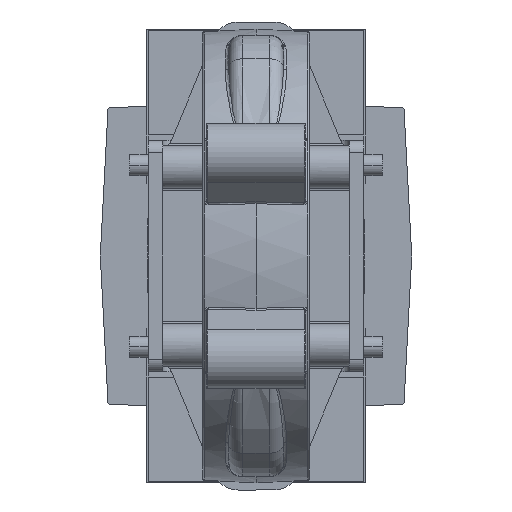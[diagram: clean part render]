
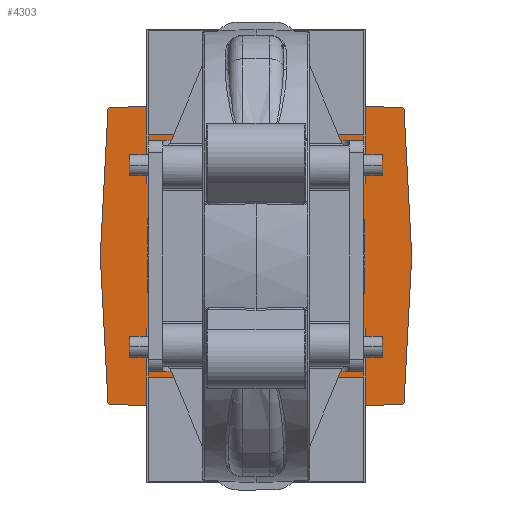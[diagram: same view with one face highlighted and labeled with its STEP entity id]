
A CAD part, front view. The second image highlights one B-rep face of the part: STEP entity #4303.
In plain terms, the highlighted face is planar.
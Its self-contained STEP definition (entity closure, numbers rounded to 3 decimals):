
#397 = VERTEX_POINT ( 'NONE', #9843 ) ;
#423 = VERTEX_POINT ( 'NONE', #9867 ) ;
#430 = EDGE_CURVE ( 'NONE', #397, #423, #9916, .T. ) ;
#4298 = ORIENTED_EDGE ( 'NONE', *, *, #430, .F. ) ;
#4300 = ORIENTED_EDGE ( 'NONE', *, *, #4386, .F. ) ;
#4301 = EDGE_LOOP ( 'NONE', ( #4384, #4379, #4376, #4353, #4352, #4420, #4427, #4399 ) ) ;
#4303 = ADVANCED_FACE ( 'NONE', ( #20875, #20874 ), #20873, .F. ) ;
#4352 = ORIENTED_EDGE ( 'NONE', *, *, #5060, .F. ) ;
#4353 = ORIENTED_EDGE ( 'NONE', *, *, #5070, .F. ) ;
#4376 = ORIENTED_EDGE ( 'NONE', *, *, #5048, .F. ) ;
#4379 = ORIENTED_EDGE ( 'NONE', *, *, #5207, .F. ) ;
#4384 = ORIENTED_EDGE ( 'NONE', *, *, #5012, .F. ) ;
#4385 = EDGE_LOOP ( 'NONE', ( #4300, #4298 ) ) ;
#4386 = EDGE_CURVE ( 'NONE', #423, #397, #21063, .T. ) ;
#4399 = ORIENTED_EDGE ( 'NONE', *, *, #5008, .F. ) ;
#4420 = ORIENTED_EDGE ( 'NONE', *, *, #5054, .F. ) ;
#4427 = ORIENTED_EDGE ( 'NONE', *, *, #5079, .F. ) ;
#5006 = VERTEX_POINT ( 'NONE', #23492 ) ;
#5008 = EDGE_CURVE ( 'NONE', #5019, #5078, #23491, .T. ) ;
#5012 = EDGE_CURVE ( 'NONE', #5016, #5019, #23544, .T. ) ;
#5016 = VERTEX_POINT ( 'NONE', #23536 ) ;
#5019 = VERTEX_POINT ( 'NONE', #23531 ) ;
#5048 = EDGE_CURVE ( 'NONE', #5065, #5049, #23612, .T. ) ;
#5049 = VERTEX_POINT ( 'NONE', #23608 ) ;
#5050 = VERTEX_POINT ( 'NONE', #23607 ) ;
#5054 = EDGE_CURVE ( 'NONE', #5006, #5062, #23606, .T. ) ;
#5060 = EDGE_CURVE ( 'NONE', #5062, #5050, #23588, .T. ) ;
#5062 = VERTEX_POINT ( 'NONE', #23584 ) ;
#5065 = VERTEX_POINT ( 'NONE', #23642 ) ;
#5070 = EDGE_CURVE ( 'NONE', #5050, #5065, #23637, .T. ) ;
#5078 = VERTEX_POINT ( 'NONE', #23623 ) ;
#5079 = EDGE_CURVE ( 'NONE', #5078, #5006, #23622, .T. ) ;
#5207 = EDGE_CURVE ( 'NONE', #5049, #5016, #23970, .T. ) ;
#9843 = CARTESIAN_POINT ( 'NONE',  ( 10.528, 0., 0. ) ) ;
#9867 = CARTESIAN_POINT ( 'NONE',  ( -10.528, 0., 0. ) ) ;
#9912 = DIRECTION ( 'NONE',  ( -1., 0., 0. ) ) ;
#9913 = DIRECTION ( 'NONE',  ( 0., 0., -1. ) ) ;
#9914 = CARTESIAN_POINT ( 'NONE',  ( 0., 0., 0. ) ) ;
#9915 = AXIS2_PLACEMENT_3D ( 'NONE', #9914, #9913, #9912 ) ;
#9916 = CIRCLE ( 'NONE', #9915, 10.528 ) ;
#20869 = DIRECTION ( 'NONE',  ( 1., 0., 0. ) ) ;
#20870 = DIRECTION ( 'NONE',  ( 0., 0., 1. ) ) ;
#20871 = CARTESIAN_POINT ( 'NONE',  ( 91.833, 82.687, 0. ) ) ;
#20872 = AXIS2_PLACEMENT_3D ( 'NONE', #20871, #20870, #20869 ) ;
#20873 = PLANE ( 'NONE',  #20872 ) ;
#20874 = FACE_OUTER_BOUND ( 'NONE', #4301, .T. ) ;
#20875 = FACE_BOUND ( 'NONE', #4385, .T. ) ;
#21058 = DIRECTION ( 'NONE',  ( -1., 0., 0. ) ) ;
#21059 = DIRECTION ( 'NONE',  ( 0., 0., -1. ) ) ;
#21060 = CARTESIAN_POINT ( 'NONE',  ( 0., 0., 0. ) ) ;
#21061 = AXIS2_PLACEMENT_3D ( 'NONE', #21060, #21059, #21058 ) ;
#21063 = CIRCLE ( 'NONE', #21061, 10.528 ) ;
#23491 = LINE ( 'NONE', #23553, #23552 ) ;
#23492 = CARTESIAN_POINT ( 'NONE',  ( -87.5, 0., 0. ) ) ;
#23531 = CARTESIAN_POINT ( 'NONE',  ( 0., 87.5, 0. ) ) ;
#23536 = CARTESIAN_POINT ( 'NONE',  ( 83.143, 83.143, 0. ) ) ;
#23541 = DIRECTION ( 'NONE',  ( -0.999, 0.052, 0. ) ) ;
#23542 = VECTOR ( 'NONE', #23541, 1000. ) ;
#23543 = CARTESIAN_POINT ( 'NONE',  ( 0., 87.5, 0. ) ) ;
#23544 = LINE ( 'NONE', #23543, #23542 ) ;
#23551 = DIRECTION ( 'NONE',  ( -0.999, -0.052, 0. ) ) ;
#23552 = VECTOR ( 'NONE', #23551, 1000. ) ;
#23553 = CARTESIAN_POINT ( 'NONE',  ( 0., 87.5, 0. ) ) ;
#23584 = CARTESIAN_POINT ( 'NONE',  ( -83.143, -83.143, 0. ) ) ;
#23585 = DIRECTION ( 'NONE',  ( 0.999, -0.052, 0. ) ) ;
#23586 = VECTOR ( 'NONE', #23585, 1000. ) ;
#23587 = CARTESIAN_POINT ( 'NONE',  ( 0., -87.5, 0. ) ) ;
#23588 = LINE ( 'NONE', #23587, #23586 ) ;
#23603 = DIRECTION ( 'NONE',  ( 0.052, -0.999, 0. ) ) ;
#23604 = VECTOR ( 'NONE', #23603, 1000. ) ;
#23605 = CARTESIAN_POINT ( 'NONE',  ( -83.143, -83.143, 0. ) ) ;
#23606 = LINE ( 'NONE', #23605, #23604 ) ;
#23607 = CARTESIAN_POINT ( 'NONE',  ( 0., -87.5, 0. ) ) ;
#23608 = CARTESIAN_POINT ( 'NONE',  ( 87.5, 0., 0. ) ) ;
#23609 = DIRECTION ( 'NONE',  ( 0.052, 0.999, 0. ) ) ;
#23610 = VECTOR ( 'NONE', #23609, 1000. ) ;
#23611 = CARTESIAN_POINT ( 'NONE',  ( 83.143, -83.143, 0. ) ) ;
#23612 = LINE ( 'NONE', #23611, #23610 ) ;
#23619 = DIRECTION ( 'NONE',  ( -0.052, -0.999, 0. ) ) ;
#23620 = VECTOR ( 'NONE', #23619, 1000. ) ;
#23621 = CARTESIAN_POINT ( 'NONE',  ( -83.143, 83.143, 0. ) ) ;
#23622 = LINE ( 'NONE', #23621, #23620 ) ;
#23623 = CARTESIAN_POINT ( 'NONE',  ( -83.143, 83.143, 0. ) ) ;
#23634 = DIRECTION ( 'NONE',  ( 0.999, 0.052, 0. ) ) ;
#23635 = VECTOR ( 'NONE', #23634, 1000. ) ;
#23636 = CARTESIAN_POINT ( 'NONE',  ( 0., -87.5, 0. ) ) ;
#23637 = LINE ( 'NONE', #23636, #23635 ) ;
#23642 = CARTESIAN_POINT ( 'NONE',  ( 83.143, -83.143, 0. ) ) ;
#23962 = DIRECTION ( 'NONE',  ( -0.052, 0.999, 0. ) ) ;
#23963 = VECTOR ( 'NONE', #23962, 1000. ) ;
#23964 = CARTESIAN_POINT ( 'NONE',  ( 83.143, 83.143, 0. ) ) ;
#23970 = LINE ( 'NONE', #23964, #23963 ) ;
